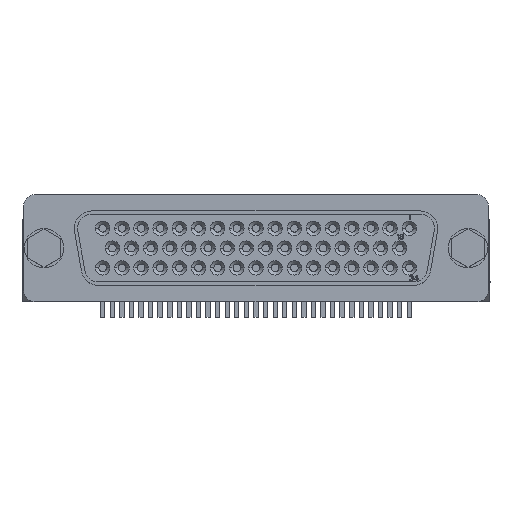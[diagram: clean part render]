
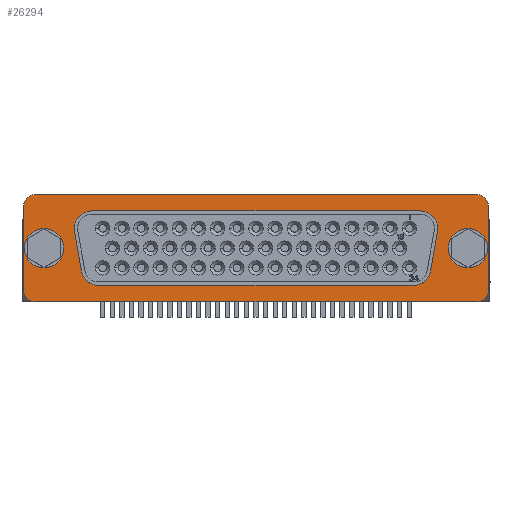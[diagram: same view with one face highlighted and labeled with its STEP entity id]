
A CAD part, top view. The second image highlights one B-rep face of the part: STEP entity #26294.
In plain terms, the highlighted planar face has unit normal (0, 0, 1).
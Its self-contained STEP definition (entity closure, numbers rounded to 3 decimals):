
#6307=CARTESIAN_POINT('',(-31.928,-6.121,-6.147));
#6308=DIRECTION('',(0.,0.,-1.));
#6309=DIRECTION('',(0.,-1.,0.));
#6310=AXIS2_PLACEMENT_3D('',#6307,#6308,#6309);
#6312=DIRECTION('',(0.,1.,0.));
#6313=VECTOR('',#6312,12.243);
#6314=CARTESIAN_POINT('',(-33.503,-6.121,-6.147));
#6315=LINE('',#6314,#6313);
#6316=CARTESIAN_POINT('',(-31.928,6.121,-6.147));
#6317=DIRECTION('',(0.,0.,-1.));
#6318=DIRECTION('',(-1.,0.,0.));
#6319=AXIS2_PLACEMENT_3D('',#6316,#6317,#6318);
#6321=DIRECTION('',(1.,0.,0.));
#6322=VECTOR('',#6321,63.856);
#6323=CARTESIAN_POINT('',(-31.928,7.696,-6.147));
#6324=LINE('',#6323,#6322);
#6325=CARTESIAN_POINT('',(31.928,6.121,-6.147));
#6326=DIRECTION('',(0.,0.,-1.));
#6327=DIRECTION('',(0.,1.,0.));
#6328=AXIS2_PLACEMENT_3D('',#6325,#6326,#6327);
#6330=DIRECTION('',(0.,-1.,0.));
#6331=VECTOR('',#6330,12.243);
#6332=CARTESIAN_POINT('',(33.503,6.121,-6.147));
#6333=LINE('',#6332,#6331);
#6334=CARTESIAN_POINT('',(31.928,-6.121,-6.147));
#6335=DIRECTION('',(0.,0.,-1.));
#6336=DIRECTION('',(1.,0.,0.));
#6337=AXIS2_PLACEMENT_3D('',#6334,#6335,#6336);
#6339=DIRECTION('',(-1.,0.,0.));
#6340=VECTOR('',#6339,63.856);
#6341=CARTESIAN_POINT('',(31.928,-7.696,-6.147));
#6342=LINE('',#6341,#6340);
#6343=CARTESIAN_POINT('',(-30.556,0.,-6.147));
#6344=DIRECTION('',(0.,0.,1.));
#6345=DIRECTION('',(-1.,0.,0.));
#6346=AXIS2_PLACEMENT_3D('',#6343,#6344,#6345);
#6348=CARTESIAN_POINT('',(-30.556,0.,-6.147));
#6349=DIRECTION('',(0.,0.,1.));
#6350=DIRECTION('',(1.,0.,0.));
#6351=AXIS2_PLACEMENT_3D('',#6348,#6349,#6350);
#6353=CARTESIAN_POINT('',(30.556,0.,-6.147));
#6354=DIRECTION('',(0.,0.,1.));
#6355=DIRECTION('',(-1.,0.,0.));
#6356=AXIS2_PLACEMENT_3D('',#6353,#6354,#6355);
#6358=CARTESIAN_POINT('',(30.556,0.,-6.147));
#6359=DIRECTION('',(0.,0.,1.));
#6360=DIRECTION('',(1.,0.,0.));
#6361=AXIS2_PLACEMENT_3D('',#6358,#6359,#6360);
#6875=CARTESIAN_POINT('',(-23.66,2.819,-6.147));
#6876=DIRECTION('',(0.,0.,1.));
#6877=DIRECTION('',(0.,1.,0.));
#6878=AXIS2_PLACEMENT_3D('',#6875,#6876,#6877);
#6884=DIRECTION('',(-1.,0.,0.));
#6885=VECTOR('',#6884,47.32);
#6886=CARTESIAN_POINT('',(23.66,5.359,-6.147));
#6887=LINE('',#6886,#6885);
#6892=CARTESIAN_POINT('',(23.66,2.819,-6.147));
#6893=DIRECTION('',(0.,0.,1.));
#6894=DIRECTION('',(0.985,-0.174,0.));
#6895=AXIS2_PLACEMENT_3D('',#6892,#6893,#6894);
#6901=DIRECTION('',(0.174,0.985,0.));
#6902=VECTOR('',#6901,5.726);
#6903=CARTESIAN_POINT('',(25.167,-3.26,-6.147));
#6904=LINE('',#6903,#6902);
#6909=CARTESIAN_POINT('',(22.666,-2.819,-6.147));
#6910=DIRECTION('',(0.,0.,1.));
#6911=DIRECTION('',(0.,-1.,0.));
#6912=AXIS2_PLACEMENT_3D('',#6909,#6910,#6911);
#6918=DIRECTION('',(1.,0.,0.));
#6919=VECTOR('',#6918,45.332);
#6920=CARTESIAN_POINT('',(-22.666,-5.359,-6.147));
#6921=LINE('',#6920,#6919);
#6926=CARTESIAN_POINT('',(-22.666,-2.819,-6.147));
#6927=DIRECTION('',(0.,0.,1.));
#6928=DIRECTION('',(-0.985,-0.174,0.));
#6929=AXIS2_PLACEMENT_3D('',#6926,#6927,#6928);
#6935=DIRECTION('',(0.174,-0.985,0.));
#6936=VECTOR('',#6935,5.726);
#6937=CARTESIAN_POINT('',(-26.162,2.378,-6.147));
#6938=LINE('',#6937,#6936);
#13997=CARTESIAN_POINT('',(-31.928,-7.696,-6.147));
#13998=CARTESIAN_POINT('',(-33.503,-6.121,-6.147));
#13999=VERTEX_POINT('',#13997);
#14000=VERTEX_POINT('',#13998);
#14001=CARTESIAN_POINT('',(-33.503,6.121,-6.147));
#14002=VERTEX_POINT('',#14001);
#14003=CARTESIAN_POINT('',(-31.928,7.696,-6.147));
#14004=VERTEX_POINT('',#14003);
#14005=CARTESIAN_POINT('',(31.928,7.696,-6.147));
#14006=VERTEX_POINT('',#14005);
#14007=CARTESIAN_POINT('',(33.503,6.121,-6.147));
#14008=VERTEX_POINT('',#14007);
#14009=CARTESIAN_POINT('',(33.503,-6.121,-6.147));
#14010=VERTEX_POINT('',#14009);
#14011=CARTESIAN_POINT('',(31.928,-7.696,-6.147));
#14012=VERTEX_POINT('',#14011);
#14029=CARTESIAN_POINT('',(-23.66,5.359,-6.147));
#14030=CARTESIAN_POINT('',(-26.162,2.378,-6.147));
#14031=VERTEX_POINT('',#14029);
#14032=VERTEX_POINT('',#14030);
#14033=CARTESIAN_POINT('',(-25.167,-3.26,-6.147));
#14034=VERTEX_POINT('',#14033);
#14035=CARTESIAN_POINT('',(-22.666,-5.359,-6.147));
#14036=VERTEX_POINT('',#14035);
#14037=CARTESIAN_POINT('',(22.666,-5.359,-6.147));
#14038=VERTEX_POINT('',#14037);
#14039=CARTESIAN_POINT('',(25.167,-3.26,-6.147));
#14040=VERTEX_POINT('',#14039);
#14041=CARTESIAN_POINT('',(26.162,2.378,-6.147));
#14042=VERTEX_POINT('',#14041);
#14043=CARTESIAN_POINT('',(23.66,5.359,-6.147));
#14044=VERTEX_POINT('',#14043);
#14279=CARTESIAN_POINT('',(-33.338,0.,-6.147));
#14280=CARTESIAN_POINT('',(-27.775,0.,-6.147));
#14281=VERTEX_POINT('',#14279);
#14282=VERTEX_POINT('',#14280);
#14625=CARTESIAN_POINT('',(27.775,0.,-6.147));
#14626=CARTESIAN_POINT('',(33.338,0.,-6.147));
#14627=VERTEX_POINT('',#14625);
#14628=VERTEX_POINT('',#14626);
#26243=CARTESIAN_POINT('',(0.,0.,-6.147));
#26244=DIRECTION('',(0.,0.,-1.));
#26245=DIRECTION('',(1.,0.,0.));
#26246=AXIS2_PLACEMENT_3D('',#26243,#26244,#26245);
#26247=PLANE('',#26246);
#26249=ORIENTED_EDGE('',*,*,#26248,.T.);
#26250=ORIENTED_EDGE('',*,*,#26221,.T.);
#26251=ORIENTED_EDGE('',*,*,#26234,.T.);
#26253=ORIENTED_EDGE('',*,*,#26252,.T.);
#26255=ORIENTED_EDGE('',*,*,#26254,.T.);
#26257=ORIENTED_EDGE('',*,*,#26256,.T.);
#26259=ORIENTED_EDGE('',*,*,#26258,.T.);
#26261=ORIENTED_EDGE('',*,*,#26260,.T.);
#26262=EDGE_LOOP('',(#26249,#26250,#26251,#26253,#26255,#26257,#26259,#26261));
#26263=FACE_OUTER_BOUND('',#26262,.F.);
#26265=ORIENTED_EDGE('',*,*,#26264,.T.);
#26267=ORIENTED_EDGE('',*,*,#26266,.T.);
#26269=ORIENTED_EDGE('',*,*,#26268,.T.);
#26271=ORIENTED_EDGE('',*,*,#26270,.T.);
#26273=ORIENTED_EDGE('',*,*,#26272,.T.);
#26275=ORIENTED_EDGE('',*,*,#26274,.T.);
#26277=ORIENTED_EDGE('',*,*,#26276,.T.);
#26279=ORIENTED_EDGE('',*,*,#26278,.T.);
#26280=EDGE_LOOP('',(#26265,#26267,#26269,#26271,#26273,#26275,#26277,#26279));
#26281=FACE_BOUND('',#26280,.F.);
#26283=ORIENTED_EDGE('',*,*,#26282,.T.);
#26285=ORIENTED_EDGE('',*,*,#26284,.T.);
#26286=EDGE_LOOP('',(#26283,#26285));
#26287=FACE_BOUND('',#26286,.F.);
#26289=ORIENTED_EDGE('',*,*,#26288,.T.);
#26291=ORIENTED_EDGE('',*,*,#26290,.T.);
#26292=EDGE_LOOP('',(#26289,#26291));
#26293=FACE_BOUND('',#26292,.F.);
#6311=CIRCLE('',#6310,1.575);
#6320=CIRCLE('',#6319,1.575);
#6329=CIRCLE('',#6328,1.575);
#6338=CIRCLE('',#6337,1.575);
#6347=CIRCLE('',#6346,2.781);
#6352=CIRCLE('',#6351,2.781);
#6357=CIRCLE('',#6356,2.781);
#6362=CIRCLE('',#6361,2.781);
#6879=CIRCLE('',#6878,2.54);
#6896=CIRCLE('',#6895,2.54);
#6913=CIRCLE('',#6912,2.54);
#6930=CIRCLE('',#6929,2.54);
#26221=EDGE_CURVE('',#14000,#14002,#6315,.T.);
#26234=EDGE_CURVE('',#14002,#14004,#6320,.T.);
#26248=EDGE_CURVE('',#13999,#14000,#6311,.T.);
#26252=EDGE_CURVE('',#14004,#14006,#6324,.T.);
#26254=EDGE_CURVE('',#14006,#14008,#6329,.T.);
#26256=EDGE_CURVE('',#14008,#14010,#6333,.T.);
#26258=EDGE_CURVE('',#14010,#14012,#6338,.T.);
#26260=EDGE_CURVE('',#14012,#13999,#6342,.T.);
#26264=EDGE_CURVE('',#14031,#14032,#6879,.T.);
#26266=EDGE_CURVE('',#14032,#14034,#6938,.T.);
#26268=EDGE_CURVE('',#14034,#14036,#6930,.T.);
#26270=EDGE_CURVE('',#14036,#14038,#6921,.T.);
#26272=EDGE_CURVE('',#14038,#14040,#6913,.T.);
#26274=EDGE_CURVE('',#14040,#14042,#6904,.T.);
#26276=EDGE_CURVE('',#14042,#14044,#6896,.T.);
#26278=EDGE_CURVE('',#14044,#14031,#6887,.T.);
#26282=EDGE_CURVE('',#14281,#14282,#6347,.T.);
#26284=EDGE_CURVE('',#14282,#14281,#6352,.T.);
#26288=EDGE_CURVE('',#14627,#14628,#6357,.T.);
#26290=EDGE_CURVE('',#14628,#14627,#6362,.T.);
#26294=ADVANCED_FACE('',(#26263,#26281,#26287,#26293),#26247,.F.);
